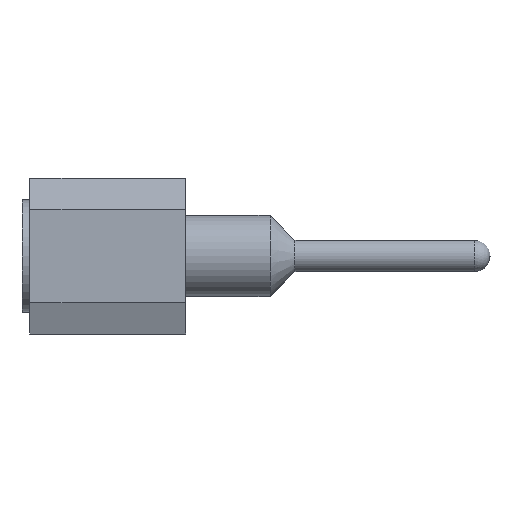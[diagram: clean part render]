
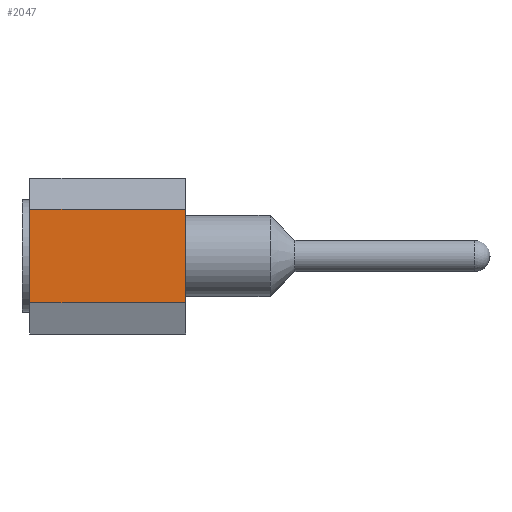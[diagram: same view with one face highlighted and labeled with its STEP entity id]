
A CAD part, left-side view. The second image highlights one B-rep face of the part: STEP entity #2047.
In plain terms, the highlighted planar face has unit normal (-1, 0, 0).
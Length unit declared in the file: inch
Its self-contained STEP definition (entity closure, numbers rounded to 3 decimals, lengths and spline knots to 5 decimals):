
#62=LINE('',#3100,#266);
#63=LINE('',#3103,#267);
#64=LINE('',#3105,#268);
#65=LINE('',#3107,#269);
#266=VECTOR('',#2509,39.37008);
#267=VECTOR('',#2510,39.37008);
#268=VECTOR('',#2511,39.37008);
#269=VECTOR('',#2512,39.37008);
#587=ORIENTED_EDGE('',*,*,#1098,.T.);
#588=ORIENTED_EDGE('',*,*,#1099,.T.);
#589=ORIENTED_EDGE('',*,*,#1100,.F.);
#590=ORIENTED_EDGE('',*,*,#1101,.F.);
#1098=EDGE_CURVE('',#1362,#1363,#62,.T.);
#1099=EDGE_CURVE('',#1363,#1364,#63,.T.);
#1100=EDGE_CURVE('',#1365,#1364,#64,.T.);
#1101=EDGE_CURVE('',#1362,#1365,#65,.T.);
#1362=VERTEX_POINT('',#3101);
#1363=VERTEX_POINT('',#3102);
#1364=VERTEX_POINT('',#3104);
#1365=VERTEX_POINT('',#3106);
#1598=EDGE_LOOP('',(#587,#588,#589,#590));
#1787=FACE_BOUND('',#1598,.T.);
#1950=PLANE('',#2218);
#2047=ADVANCED_FACE('',(#1787),#1950,.F.);
#2218=AXIS2_PLACEMENT_3D('',#3099,#2507,#2508);
#2507=DIRECTION('',(1.,0.,0.));
#2508=DIRECTION('',(0.,0.,-1.));
#2509=DIRECTION('',(0.,-1.,0.));
#2510=DIRECTION('',(0.,0.,1.));
#2511=DIRECTION('',(0.,-1.,0.));
#2512=DIRECTION('',(0.,0.,1.));
#3099=CARTESIAN_POINT('',(0.,0.07,-0.05));
#3100=CARTESIAN_POINT('',(0.,0.1,-0.03));
#3101=CARTESIAN_POINT('',(0.,0.1,-0.03));
#3102=CARTESIAN_POINT('',(0.,0.,-0.03));
#3103=CARTESIAN_POINT('',(0.,0.,-0.05));
#3104=CARTESIAN_POINT('',(0.,0.,0.03));
#3105=CARTESIAN_POINT('',(0.,0.1,0.03));
#3106=CARTESIAN_POINT('',(0.,0.1,0.03));
#3107=CARTESIAN_POINT('',(0.,0.1,-0.05));
